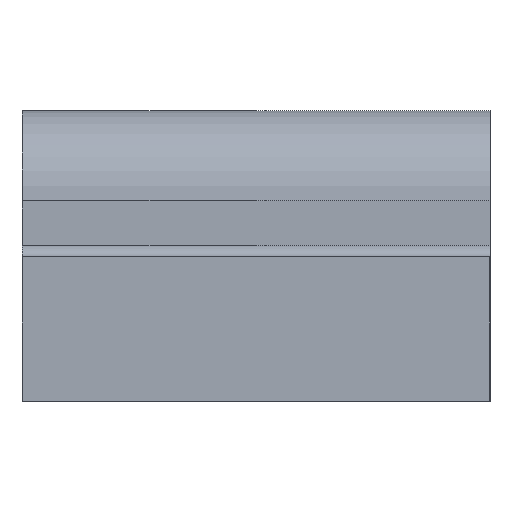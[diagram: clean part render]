
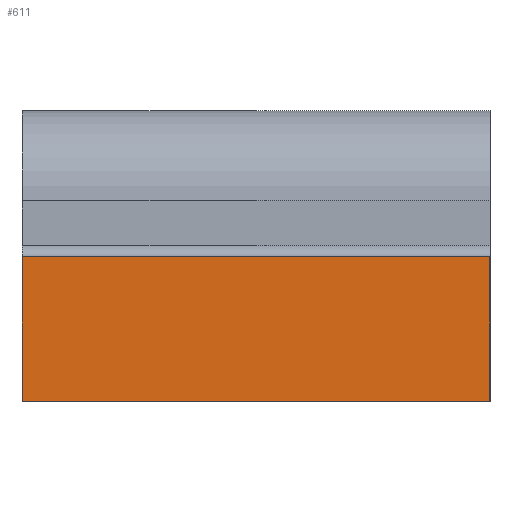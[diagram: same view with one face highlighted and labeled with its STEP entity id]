
A CAD part, left-side view. The second image highlights one B-rep face of the part: STEP entity #611.
In plain terms, the highlighted planar face has unit normal (-1, 0, 0).
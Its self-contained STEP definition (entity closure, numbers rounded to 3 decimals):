
#87 = EDGE_CURVE ( 'NONE', #1589, #1388, #1985, .T. ) ;
#116 = LINE ( 'NONE', #577, #1932 ) ;
#136 = VERTEX_POINT ( 'NONE', #1058 ) ;
#227 = LINE ( 'NONE', #1758, #2120 ) ;
#336 = DIRECTION ( 'NONE',  ( 0., 0., -1. ) ) ;
#337 = CARTESIAN_POINT ( 'NONE',  ( -21., -21., 13. ) ) ;
#459 = ORIENTED_EDGE ( 'NONE', *, *, #565, .T. ) ;
#504 = LINE ( 'NONE', #337, #1910 ) ;
#531 = ORIENTED_EDGE ( 'NONE', *, *, #2121, .F. ) ;
#565 = EDGE_CURVE ( 'NONE', #136, #803, #227, .T. ) ;
#574 = DIRECTION ( 'NONE',  ( 0., 0., -1. ) ) ;
#577 = CARTESIAN_POINT ( 'NONE',  ( -21., 21., 13. ) ) ;
#611 = ADVANCED_FACE ( 'NONE', ( #1887 ), #1636, .F. ) ;
#803 = VERTEX_POINT ( 'NONE', #1401 ) ;
#870 = CARTESIAN_POINT ( 'NONE',  ( -21., 21., 13. ) ) ;
#947 = ORIENTED_EDGE ( 'NONE', *, *, #87, .F. ) ;
#1040 = ORIENTED_EDGE ( 'NONE', *, *, #1891, .T. ) ;
#1046 = CARTESIAN_POINT ( 'NONE',  ( -21., -21., 13. ) ) ;
#1058 = CARTESIAN_POINT ( 'NONE',  ( -21., 21., 0. ) ) ;
#1083 = VECTOR ( 'NONE', #1511, 1000. ) ;
#1388 = VERTEX_POINT ( 'NONE', #1046 ) ;
#1401 = CARTESIAN_POINT ( 'NONE',  ( -21., -21., 0. ) ) ;
#1511 = DIRECTION ( 'NONE',  ( 0., -1., 0. ) ) ;
#1524 = CARTESIAN_POINT ( 'NONE',  ( -21., 0., 13. ) ) ;
#1589 = VERTEX_POINT ( 'NONE', #870 ) ;
#1629 = DIRECTION ( 'NONE',  ( 0., 0., -1. ) ) ;
#1631 = DIRECTION ( 'NONE',  ( 1., 0., 0. ) ) ;
#1636 = PLANE ( 'NONE',  #1894 ) ;
#1653 = CARTESIAN_POINT ( 'NONE',  ( -21., 0., 13. ) ) ;
#1758 = CARTESIAN_POINT ( 'NONE',  ( -21., 0., 0. ) ) ;
#1777 = DIRECTION ( 'NONE',  ( 0., -1., 0. ) ) ;
#1887 = FACE_OUTER_BOUND ( 'NONE', #1914, .T. ) ;
#1891 = EDGE_CURVE ( 'NONE', #1589, #136, #116, .T. ) ;
#1894 = AXIS2_PLACEMENT_3D ( 'NONE', #1653, #1631, #1629 ) ;
#1910 = VECTOR ( 'NONE', #336, 1000. ) ;
#1914 = EDGE_LOOP ( 'NONE', ( #459, #531, #947, #1040 ) ) ;
#1932 = VECTOR ( 'NONE', #574, 1000. ) ;
#1985 = LINE ( 'NONE', #1524, #1083 ) ;
#2120 = VECTOR ( 'NONE', #1777, 1000. ) ;
#2121 = EDGE_CURVE ( 'NONE', #1388, #803, #504, .T. ) ;
